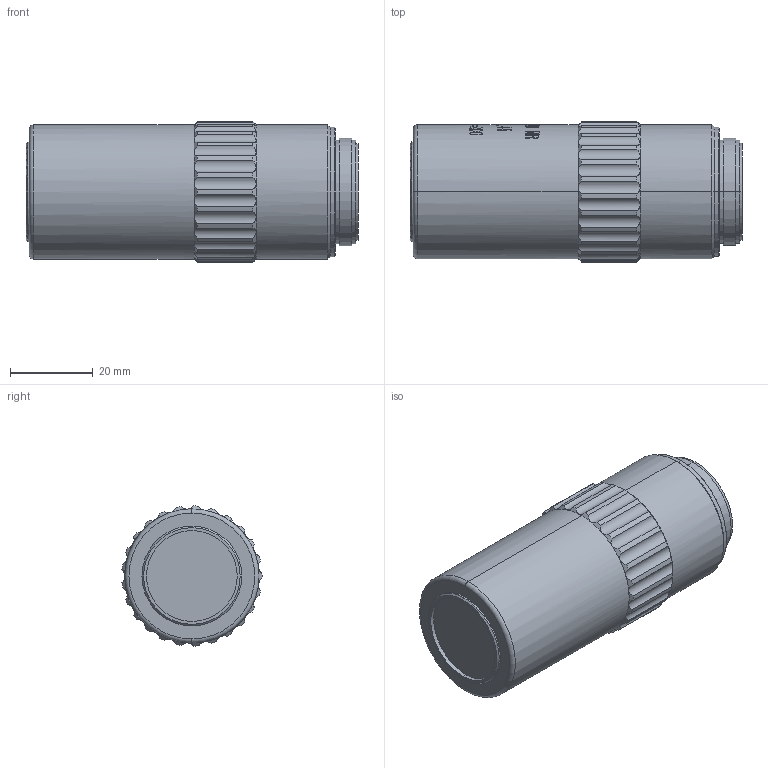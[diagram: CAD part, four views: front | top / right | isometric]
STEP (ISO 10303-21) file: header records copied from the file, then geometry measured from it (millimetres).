
FILE_DESCRIPTION (( 'STEP AP214' ), '1' );
FILE_NAME ('690015湍攷.STEP', '2022-04-01T08:50:46', ( '' ), ( '' ), 'SwSTEP 2.0', 'SolidWorks 2020', '' );
FILE_SCHEMA (( 'AUTOMOTIVE_DESIGN' ));
Length unit declared in the file: millimetre
Products named in the file (1): 690015湍攷
Bounding box: 80.45 x 33.93 x 33.99 mm (x, y, z)
Volume: 64722 mm3; surface area: 10169.5 mm2
Topology: 1 solids, 1 shells, 655 faces, 1753 edges, 1148 vertices
Faces by surface type: bspline 423, cylinder 117, cone 58, plane 55, torus 2
Entity records: 56203 total; most frequent: CARTESIAN_POINT 43738, ORIENTED_EDGE 3506, EDGE_CURVE 1753, B_SPLINE_CURVE_WITH_KNOTS 1418, VERTEX_POINT 1148, DIRECTION 983, EDGE_LOOP 703, ADVANCED_FACE 655
